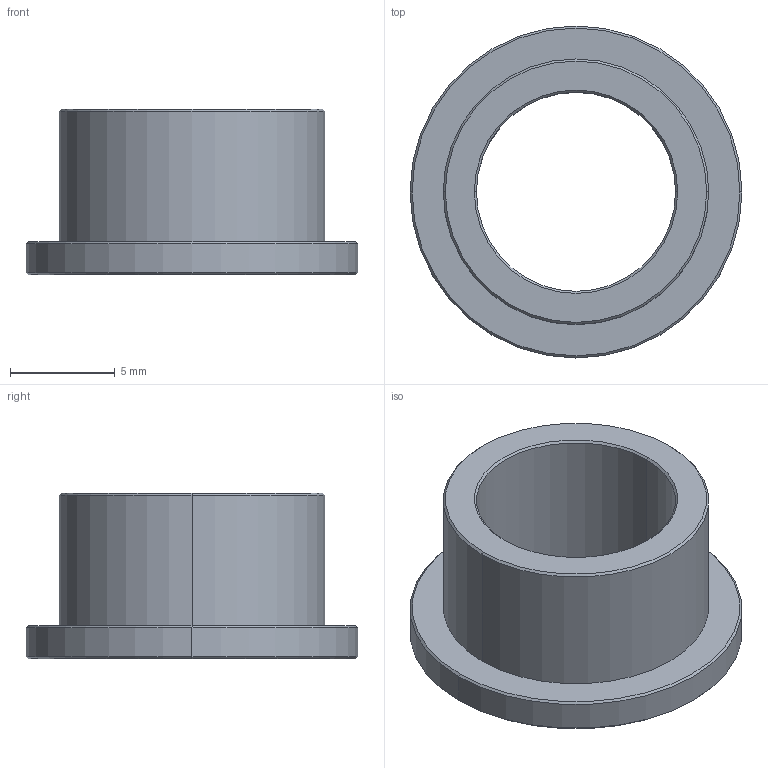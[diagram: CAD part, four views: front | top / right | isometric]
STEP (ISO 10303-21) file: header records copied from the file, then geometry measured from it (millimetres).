
FILE_DESCRIPTION (( 'STEP AP214' ), '1' );
FILE_NAME ('WCP-0151 Rev1.STEP', '2019-12-24T03:06:56', ( '' ), ( '' ), 'SwSTEP 2.0', 'SolidWorks 2018', '' );
FILE_SCHEMA (( 'AUTOMOTIVE_DESIGN' ));
Length unit declared in the file: inch
Products named in the file (1): WCP-0151 Rev1
Bounding box: 15.88 x 15.88 x 7.94 mm (x, y, z)
Volume: 552 mm3; surface area: 811.7 mm2
Topology: 1 solids, 1 shells, 19 faces, 38 edges, 22 vertices
Faces by surface type: cone 10, cylinder 6, plane 3
Entity records: 538 total; most frequent: DIRECTION 100, CARTESIAN_POINT 80, ORIENTED_EDGE 76, AXIS2_PLACEMENT_3D 42, EDGE_CURVE 38, CIRCLE 22, EDGE_LOOP 22, VERTEX_POINT 22
